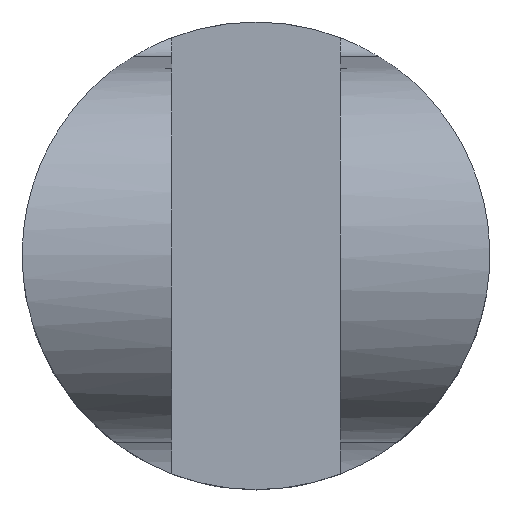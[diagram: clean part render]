
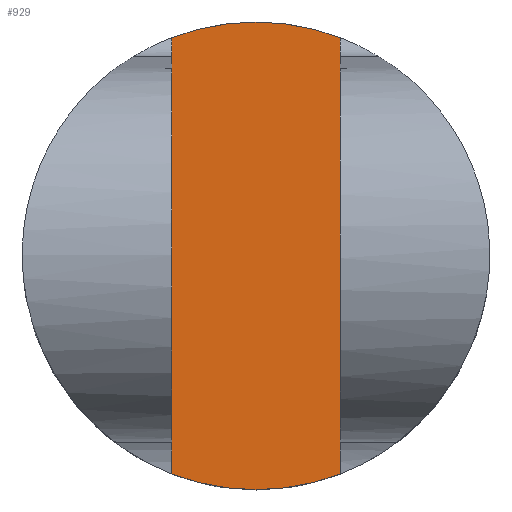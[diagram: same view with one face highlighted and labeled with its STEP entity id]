
A CAD part, top view. The second image highlights one B-rep face of the part: STEP entity #929.
In plain terms, the highlighted planar face has unit normal (0, 0, 1).
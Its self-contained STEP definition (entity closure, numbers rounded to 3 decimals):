
#1 = CARTESIAN_POINT ( 'NONE',  ( 0., 0., 100. ) ) ;
#11 = CARTESIAN_POINT ( 'NONE',  ( 0., -125., 100. ) ) ;
#39 = DIRECTION ( 'NONE',  ( 0., -1., 0. ) ) ;
#65 = EDGE_CURVE ( 'NONE', #599, #815, #93, .T. ) ;
#69 = FACE_OUTER_BOUND ( 'NONE', #690, .T. ) ;
#76 = EDGE_CURVE ( 'NONE', #508, #587, #913, .T. ) ;
#80 = VERTEX_POINT ( 'NONE', #536 ) ;
#93 = CIRCLE ( 'NONE', #611, 125. ) ;
#121 = CARTESIAN_POINT ( 'NONE',  ( 45., 116.619, 100. ) ) ;
#210 = DIRECTION ( 'NONE',  ( 0., -1., 0. ) ) ;
#211 = CIRCLE ( 'NONE', #636, 125. ) ;
#219 = PLANE ( 'NONE',  #735 ) ;
#238 = LINE ( 'NONE', #345, #430 ) ;
#251 = CARTESIAN_POINT ( 'NONE',  ( -45., -116.619, 100. ) ) ;
#284 = EDGE_CURVE ( 'NONE', #587, #80, #211, .T. ) ;
#293 = CIRCLE ( 'NONE', #771, 125. ) ;
#325 = AXIS2_PLACEMENT_3D ( 'NONE', #608, #663, #39 ) ;
#337 = VECTOR ( 'NONE', #923, 1000. ) ;
#345 = CARTESIAN_POINT ( 'NONE',  ( 45., -72.875, 100. ) ) ;
#380 = EDGE_CURVE ( 'NONE', #658, #599, #293, .T. ) ;
#411 = EDGE_CURVE ( 'NONE', #658, #80, #847, .T. ) ;
#423 = CARTESIAN_POINT ( 'NONE',  ( 0., 0., 100. ) ) ;
#427 = CARTESIAN_POINT ( 'NONE',  ( 45., -116.619, 100. ) ) ;
#430 = VECTOR ( 'NONE', #626, 1000. ) ;
#456 = CARTESIAN_POINT ( 'NONE',  ( 0., 0., 100. ) ) ;
#477 = DIRECTION ( 'NONE',  ( 0., 0., 1. ) ) ;
#478 = ORIENTED_EDGE ( 'NONE', *, *, #76, .T. ) ;
#480 = CARTESIAN_POINT ( 'NONE',  ( 0., 0., 100. ) ) ;
#483 = DIRECTION ( 'NONE',  ( 0., -1., 0. ) ) ;
#499 = DIRECTION ( 'NONE',  ( 0., 0., 1. ) ) ;
#500 = ORIENTED_EDGE ( 'NONE', *, *, #801, .T. ) ;
#508 = VERTEX_POINT ( 'NONE', #121 ) ;
#510 = ORIENTED_EDGE ( 'NONE', *, *, #411, .F. ) ;
#536 = CARTESIAN_POINT ( 'NONE',  ( -45., 116.619, 100. ) ) ;
#570 = ORIENTED_EDGE ( 'NONE', *, *, #284, .T. ) ;
#587 = VERTEX_POINT ( 'NONE', #667 ) ;
#599 = VERTEX_POINT ( 'NONE', #11 ) ;
#608 = CARTESIAN_POINT ( 'NONE',  ( 0., 0., 100. ) ) ;
#611 = AXIS2_PLACEMENT_3D ( 'NONE', #456, #897, #668 ) ;
#626 = DIRECTION ( 'NONE',  ( 0., 1., 0. ) ) ;
#636 = AXIS2_PLACEMENT_3D ( 'NONE', #480, #844, #210 ) ;
#648 = ORIENTED_EDGE ( 'NONE', *, *, #380, .T. ) ;
#658 = VERTEX_POINT ( 'NONE', #251 ) ;
#663 = DIRECTION ( 'NONE',  ( 0., 0., 1. ) ) ;
#667 = CARTESIAN_POINT ( 'NONE',  ( 0., 125., 100. ) ) ;
#668 = DIRECTION ( 'NONE',  ( 0., -1., 0. ) ) ;
#690 = EDGE_LOOP ( 'NONE', ( #478, #570, #510, #648, #798, #500 ) ) ;
#735 = AXIS2_PLACEMENT_3D ( 'NONE', #1, #499, #768 ) ;
#768 = DIRECTION ( 'NONE',  ( 0., -1., 0. ) ) ;
#771 = AXIS2_PLACEMENT_3D ( 'NONE', #423, #477, #483 ) ;
#781 = CARTESIAN_POINT ( 'NONE',  ( -45., -72.875, 100. ) ) ;
#798 = ORIENTED_EDGE ( 'NONE', *, *, #65, .T. ) ;
#801 = EDGE_CURVE ( 'NONE', #815, #508, #238, .T. ) ;
#815 = VERTEX_POINT ( 'NONE', #427 ) ;
#844 = DIRECTION ( 'NONE',  ( 0., 0., 1. ) ) ;
#847 = LINE ( 'NONE', #781, #337 ) ;
#897 = DIRECTION ( 'NONE',  ( 0., 0., 1. ) ) ;
#913 = CIRCLE ( 'NONE', #325, 125. ) ;
#923 = DIRECTION ( 'NONE',  ( 0., 1., 0. ) ) ;
#929 = ADVANCED_FACE ( 'NONE', ( #69 ), #219, .T. ) ;
